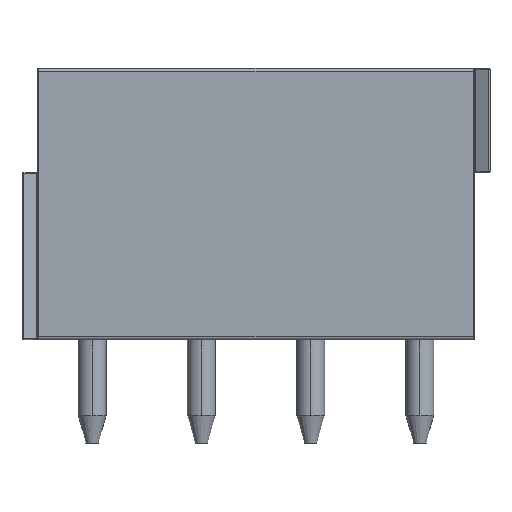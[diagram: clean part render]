
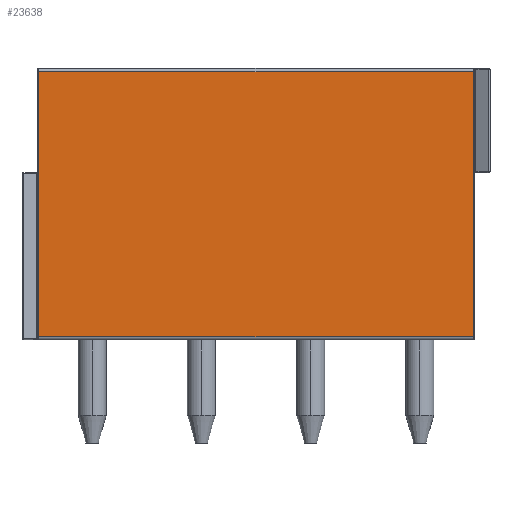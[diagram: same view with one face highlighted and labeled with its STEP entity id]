
A CAD part, left-side view. The second image highlights one B-rep face of the part: STEP entity #23638.
In plain terms, the highlighted planar face has unit normal (-1, 0, 0).
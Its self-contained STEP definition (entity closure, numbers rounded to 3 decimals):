
#487=PLANE('',#25070);
#2169=FACE_OUTER_BOUND('',#3643,.T.);
#3643=EDGE_LOOP('',(#16930,#16931,#16932,#16933));
#6487=LINE('',#41494,#8069);
#6513=LINE('',#41681,#8095);
#6515=LINE('',#41687,#8097);
#6516=LINE('',#41688,#8098);
#8069=VECTOR('',#28282,10.);
#8095=VECTOR('',#28432,10.);
#8097=VECTOR('',#28438,10.);
#8098=VECTOR('',#28439,10.);
#9931=VERTEX_POINT('',#41488);
#9932=VERTEX_POINT('',#41492);
#9959=VERTEX_POINT('',#41680);
#9961=VERTEX_POINT('',#41686);
#12435=EDGE_CURVE('',#9931,#9932,#6487,.T.);
#12495=EDGE_CURVE('',#9932,#9959,#6513,.T.);
#12498=EDGE_CURVE('',#9961,#9931,#6515,.T.);
#12499=EDGE_CURVE('',#9959,#9961,#6516,.T.);
#16930=ORIENTED_EDGE('',*,*,#12435,.F.);
#16931=ORIENTED_EDGE('',*,*,#12498,.F.);
#16932=ORIENTED_EDGE('',*,*,#12499,.F.);
#16933=ORIENTED_EDGE('',*,*,#12495,.F.);
#23638=ADVANCED_FACE('',(#2169),#487,.T.);
#25070=AXIS2_PLACEMENT_3D('',#41685,#28436,#28437);
#28282=DIRECTION('',(0.,0.,-1.));
#28432=DIRECTION('',(0.,1.,0.));
#28436=DIRECTION('center_axis',(-1.,0.,0.));
#28437=DIRECTION('ref_axis',(0.,0.,-1.));
#28438=DIRECTION('',(0.,-1.,0.));
#28439=DIRECTION('',(0.,0.,1.));
#41488=CARTESIAN_POINT('',(-3.4,-6.97,8.6));
#41492=CARTESIAN_POINT('',(-3.4,-6.97,0.1));
#41494=CARTESIAN_POINT('',(-3.4,-6.97,6.525));
#41680=CARTESIAN_POINT('',(-3.4,6.97,0.1));
#41681=CARTESIAN_POINT('',(-3.4,7.,0.1));
#41685=CARTESIAN_POINT('Origin',(-3.4,7.,8.7));
#41686=CARTESIAN_POINT('',(-3.4,6.97,8.6));
#41687=CARTESIAN_POINT('',(-3.4,-3.5,8.6));
#41688=CARTESIAN_POINT('',(-3.4,6.97,6.525));
